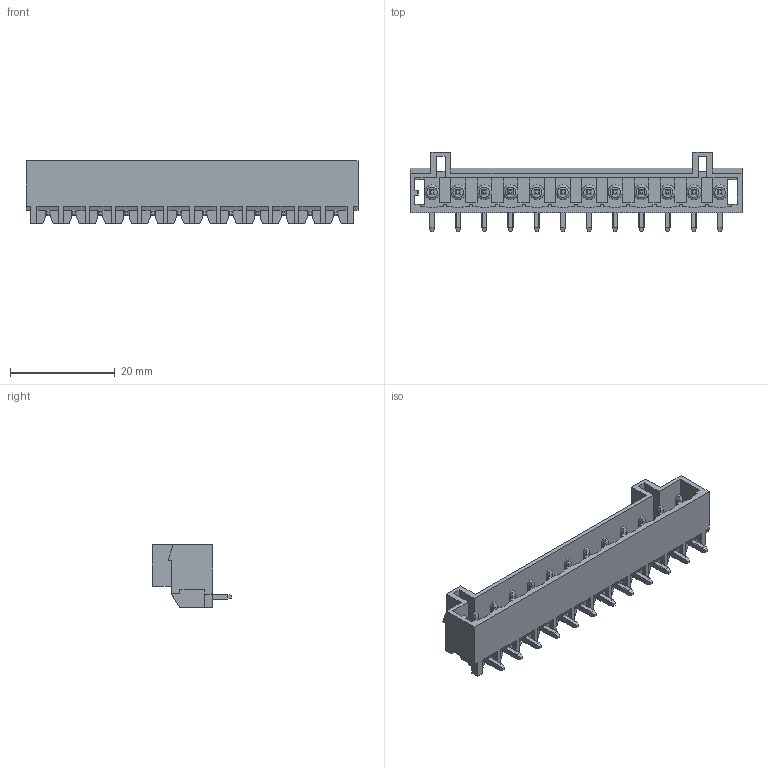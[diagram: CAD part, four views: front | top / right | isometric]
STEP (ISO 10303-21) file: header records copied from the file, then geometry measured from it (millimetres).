
FILE_DESCRIPTION( ( 'Unknown' ), '1' );
FILE_NAME( '691370710012B.stp', 'Unknown', ( 'Unknown' ), ( 'Unknown' ), 'PSStep 19.0.9', 'Unknown', ' ' );
FILE_SCHEMA( ( 'AUTOMOTIVE_DESIGN { 1 0 10303 214 1 1 1 1 }' ) );
Length unit declared in the file: millimetre
Products named in the file (3): Assem1; 6913707100xxB_PIN; 691370710012B
Assembly tree (13 placements, depth 2):
  Assem1
    6913707100xxB_PIN  x12
    691370710012B
Bounding box: 63.4 x 15.1 x 12 mm (x, y, z)
Volume: 2497 mm3; surface area: 5727.7 mm2
Topology: 13 solids, 13 shells, 724 faces, 2083 edges, 1344 vertices
Faces by surface type: plane 652, cylinder 36, cone 24, torus 12
Full cylindrical faces by diameter (mm): 2.8 x12
Entity records: 17848 total; most frequent: CARTESIAN_POINT 2577, ORIENTED_EDGE 2576, DIRECTION 2246, EDGE_CURVE 1288, LINE 1212, VECTOR 1212, VERTEX_POINT 848, AXIS2_PLACEMENT_3D 517
